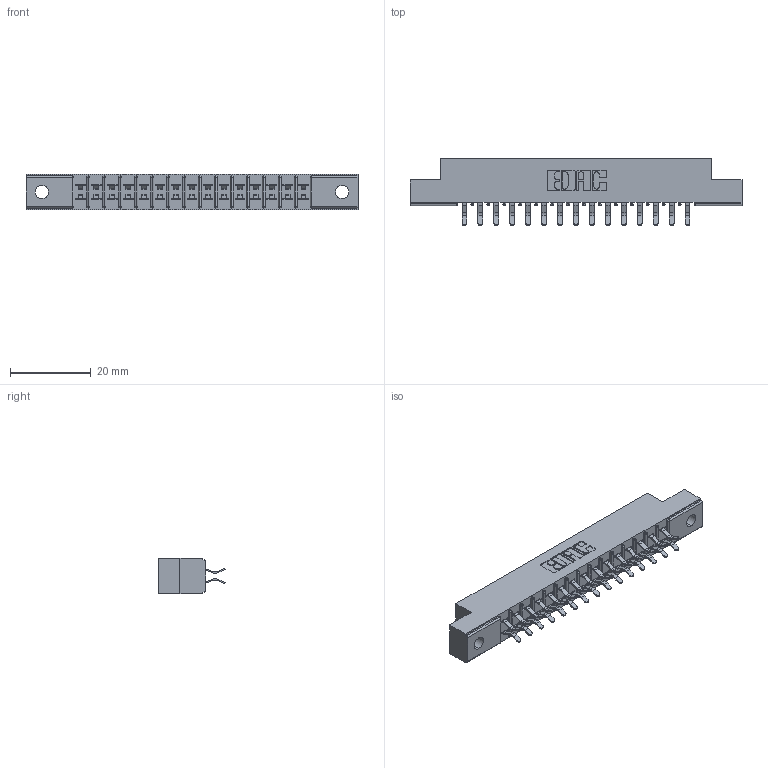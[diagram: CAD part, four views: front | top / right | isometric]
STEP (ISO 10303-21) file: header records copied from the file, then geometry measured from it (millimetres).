
FILE_DESCRIPTION (( 'STEP AP203' ), '1' );
FILE_NAME ('355-030-556-502.STEP', '2019-09-11T07:29:49', ( '' ), ( '' ), 'SwSTEP 2.0', 'SolidWorks 2016', '' );
FILE_SCHEMA (( 'CONFIG_CONTROL_DESIGN' ));
Length unit declared in the file: inch
Products named in the file (3): 305-290-001_556; 355-030-556-502; 305 Part_.128 Dia
Assembly tree (31 placements, depth 2):
  355-030-556-502
    305 Part_.128 Dia
    305-290-001_556  x30
Bounding box: 82.45 x 16.64 x 8.71 mm (x, y, z)
Volume: 4927.1 mm3; surface area: 9131.6 mm2
Topology: 31 solids, 31 shells, 1796 faces, 5161 edges, 3358 vertices
Faces by surface type: plane 998, cylinder 738, sphere 60
Entity records: 19752 total; most frequent: CARTESIAN_POINT 3271, ORIENTED_EDGE 3242, DIRECTION 3189, EDGE_CURVE 1621, VECTOR 1277, LINE 1277, VERTEX_POINT 1038, AXIS2_PLACEMENT_3D 956
